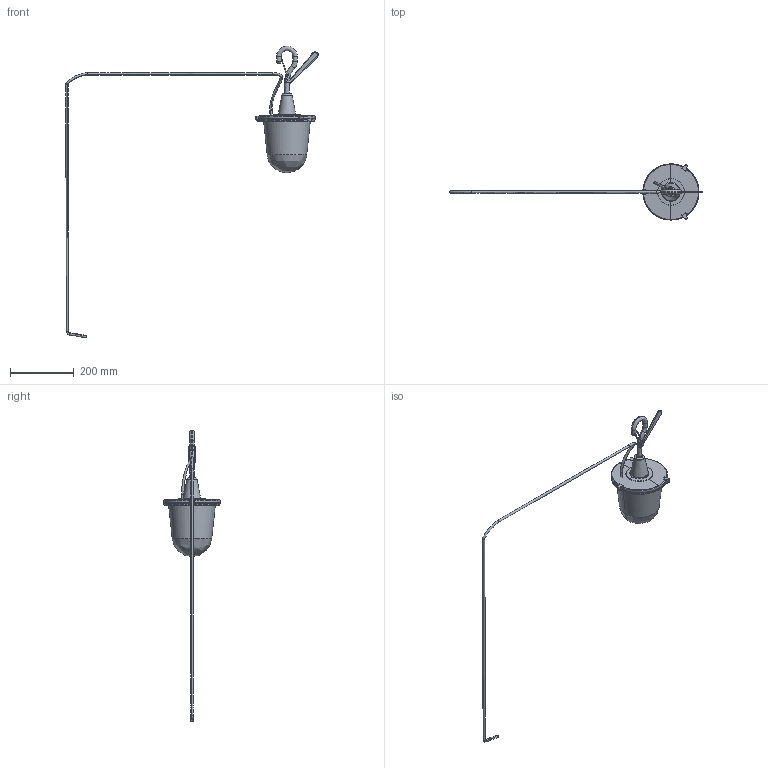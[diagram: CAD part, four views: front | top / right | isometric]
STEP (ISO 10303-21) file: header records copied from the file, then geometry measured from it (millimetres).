
FILE_DESCRIPTION(/* description */ (''),/* implementation_level */ '2;1');
FILE_NAME(/* name */ 'TOLOMEO OUTDOOR LAMPIONE HOOK',/* time_stamp */ '2018-01-25T17:44:09+01:00',/* author */ (''),/* organization */ (''),/* preprocessor_version */ 'ST-DEVELOPER v15',/* originating_system */ '',/* authorisation */ '');
FILE_SCHEMA (('CONFIG_CONTROL_DESIGN'));
Length unit declared in the file: millimetre
Products named in the file (2): Document; Blocco 02
Assembly tree (1 placements, depth 2):
  Document
    Blocco 02
Bounding box: 792.45 x 176.15 x 915.01 mm (x, y, z)
Volume: 92578.1 mm3; surface area: 266228.1 mm2
Topology: 4 solids, 9 shells, 556 faces, 1564 edges, 853 vertices
Faces by surface type: bspline 471, plane 85
Entity records: 49510 total; most frequent: CARTESIAN_POINT 40988, ORIENTED_EDGE 2994, EDGE_CURVE 1603, B_SPLINE_CURVE_WITH_KNOTS 945, VERTEX_POINT 847, EDGE_LOOP 544, ADVANCED_FACE 534, FACE_OUTER_BOUND 534
